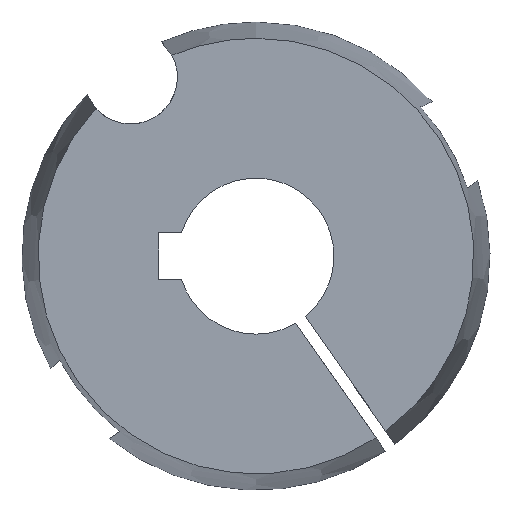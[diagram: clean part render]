
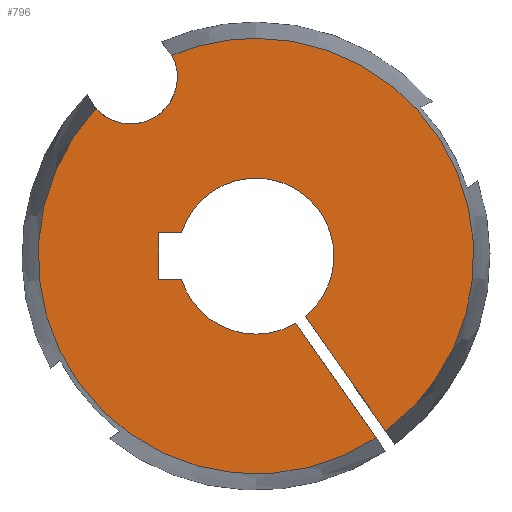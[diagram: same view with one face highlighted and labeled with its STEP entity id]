
A CAD part, left-side view. The second image highlights one B-rep face of the part: STEP entity #796.
In plain terms, the highlighted planar face has unit normal (-1, 0, 0).
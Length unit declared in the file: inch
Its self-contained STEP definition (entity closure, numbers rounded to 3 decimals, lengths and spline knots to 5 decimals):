
#3 = EDGE_CURVE ( 'NONE', #65, #187, #510, .T. ) ;
#7 = AXIS2_PLACEMENT_3D ( 'NONE', #466, #437, #32 ) ;
#11 = ORIENTED_EDGE ( 'NONE', *, *, #764, .T. ) ;
#14 = CARTESIAN_POINT ( 'NONE',  ( -1., 0.29811, 0.09375 ) ) ;
#15 = VERTEX_POINT ( 'NONE', #14 ) ;
#19 = CARTESIAN_POINT ( 'NONE',  ( -1., 0.29811, -0.09375 ) ) ;
#29 = DIRECTION ( 'NONE',  ( 0., 0., -1. ) ) ;
#32 = DIRECTION ( 'NONE',  ( 0., 0., 1. ) ) ;
#44 = CARTESIAN_POINT ( 'NONE',  ( -1., 0.26537, -0.09375 ) ) ;
#54 = VERTEX_POINT ( 'NONE', #154 ) ;
#65 = VERTEX_POINT ( 'NONE', #718 ) ;
#76 = EDGE_CURVE ( 'NONE', #642, #479, #206, .T. ) ;
#80 = FACE_OUTER_BOUND ( 'NONE', #509, .T. ) ;
#85 = DIRECTION ( 'NONE',  ( 0., 0., -1. ) ) ;
#87 = EDGE_CURVE ( 'NONE', #181, #267, #362, .T. ) ;
#90 = CARTESIAN_POINT ( 'NONE',  ( -1., 0., 0. ) ) ;
#94 = PLANE ( 'NONE',  #539 ) ;
#97 = ORIENTED_EDGE ( 'NONE', *, *, #545, .T. ) ;
#100 = CARTESIAN_POINT ( 'NONE',  ( -1., 0., 0. ) ) ;
#119 = ORIENTED_EDGE ( 'NONE', *, *, #589, .T. ) ;
#120 = ORIENTED_EDGE ( 'NONE', *, *, #641, .T. ) ;
#129 = AXIS2_PLACEMENT_3D ( 'NONE', #836, #436, #29 ) ;
#144 = CIRCLE ( 'NONE', #228, 0.3125 ) ;
#154 = CARTESIAN_POINT ( 'NONE',  ( -1., -0.19794, -0.24182 ) ) ;
#157 = DIRECTION ( 'NONE',  ( 0., 0., -1. ) ) ;
#181 = VERTEX_POINT ( 'NONE', #248 ) ;
#187 = VERTEX_POINT ( 'NONE', #562 ) ;
#199 = ORIENTED_EDGE ( 'NONE', *, *, #734, .T. ) ;
#206 = CIRCLE ( 'NONE', #415, 0.87247 ) ;
#207 = VERTEX_POINT ( 'NONE', #19 ) ;
#213 = CIRCLE ( 'NONE', #129, 0.3125 ) ;
#215 = DIRECTION ( 'NONE',  ( -1., 0., 0. ) ) ;
#224 = CIRCLE ( 'NONE', #369, 0.1875 ) ;
#228 = AXIS2_PLACEMENT_3D ( 'NONE', #90, #551, #157 ) ;
#238 = CARTESIAN_POINT ( 'NONE',  ( -1., 0.50188, 0.71676 ) ) ;
#248 = CARTESIAN_POINT ( 'NONE',  ( -1., 0., 0.87247 ) ) ;
#250 = ORIENTED_EDGE ( 'NONE', *, *, #595, .T. ) ;
#261 = ORIENTED_EDGE ( 'NONE', *, *, #87, .T. ) ;
#267 = VERTEX_POINT ( 'NONE', #596 ) ;
#269 = ORIENTED_EDGE ( 'NONE', *, *, #462, .T. ) ;
#285 = CARTESIAN_POINT ( 'NONE',  ( -1., -0.15954, -0.26871 ) ) ;
#311 = CARTESIAN_POINT ( 'NONE',  ( -1., 0.50188, 0.71676 ) ) ;
#313 = DIRECTION ( 'NONE',  ( 0., 0., 1. ) ) ;
#328 = CARTESIAN_POINT ( 'NONE',  ( -1., 0.26537, 0.09375 ) ) ;
#334 = CARTESIAN_POINT ( 'NONE',  ( -1., 0., 0. ) ) ;
#340 = VECTOR ( 'NONE', #843, 39.37008 ) ;
#351 = VERTEX_POINT ( 'NONE', #285 ) ;
#361 = LINE ( 'NONE', #44, #340 ) ;
#362 = CIRCLE ( 'NONE', #452, 0.87247 ) ;
#366 = ORIENTED_EDGE ( 'NONE', *, *, #832, .T. ) ;
#369 = AXIS2_PLACEMENT_3D ( 'NONE', #311, #756, #377 ) ;
#377 = DIRECTION ( 'NONE',  ( 0., 0., -1. ) ) ;
#379 = ORIENTED_EDGE ( 'NONE', *, *, #779, .T. ) ;
#393 = VERTEX_POINT ( 'NONE', #867 ) ;
#396 = EDGE_CURVE ( 'NONE', #393, #181, #400, .T. ) ;
#399 = VECTOR ( 'NONE', #499, 39.37008 ) ;
#400 = CIRCLE ( 'NONE', #7, 0.87247 ) ;
#403 = ORIENTED_EDGE ( 'NONE', *, *, #76, .T. ) ;
#415 = AXIS2_PLACEMENT_3D ( 'NONE', #334, #782, #826 ) ;
#421 = LINE ( 'NONE', #328, #443 ) ;
#436 = DIRECTION ( 'NONE',  ( 1., 0., 0. ) ) ;
#437 = DIRECTION ( 'NONE',  ( -1., 0., 0. ) ) ;
#443 = VECTOR ( 'NONE', #775, 39.37008 ) ;
#445 = LINE ( 'NONE', #635, #399 ) ;
#452 = AXIS2_PLACEMENT_3D ( 'NONE', #599, #215, #668 ) ;
#458 = AXIS2_PLACEMENT_3D ( 'NONE', #238, #691, #773 ) ;
#462 = EDGE_CURVE ( 'NONE', #54, #393, #771, .T. ) ;
#466 = CARTESIAN_POINT ( 'NONE',  ( -1., 0., 0. ) ) ;
#477 = CARTESIAN_POINT ( 'NONE',  ( -1., 0.39037, 0.09375 ) ) ;
#478 = ORIENTED_EDGE ( 'NONE', *, *, #396, .T. ) ;
#479 = VERTEX_POINT ( 'NONE', #680 ) ;
#498 = AXIS2_PLACEMENT_3D ( 'NONE', #100, #561, #85 ) ;
#499 = DIRECTION ( 'NONE',  ( 0., 0.574, 0.819 ) ) ;
#505 = CARTESIAN_POINT ( 'NONE',  ( -1., 0.03703, 0.09375 ) ) ;
#509 = EDGE_LOOP ( 'NONE', ( #97, #379, #403, #250, #366, #11, #120, #835, #119, #199, #269, #478, #261 ) ) ;
#510 = LINE ( 'NONE', #477, #516 ) ;
#516 = VECTOR ( 'NONE', #548, 39.37008 ) ;
#539 = AXIS2_PLACEMENT_3D ( 'NONE', #620, #693, #313 ) ;
#545 = EDGE_CURVE ( 'NONE', #267, #717, #603, .T. ) ;
#548 = DIRECTION ( 'NONE',  ( 0., 0., -1. ) ) ;
#551 = DIRECTION ( 'NONE',  ( 1., 0., 0. ) ) ;
#561 = DIRECTION ( 'NONE',  ( 1., 0., 0. ) ) ;
#562 = CARTESIAN_POINT ( 'NONE',  ( -1., 0.39037, -0.09375 ) ) ;
#589 = EDGE_CURVE ( 'NONE', #65, #15, #421, .T. ) ;
#595 = EDGE_CURVE ( 'NONE', #479, #351, #445, .T. ) ;
#596 = CARTESIAN_POINT ( 'NONE',  ( -1., 0.33644, 0.80499 ) ) ;
#599 = CARTESIAN_POINT ( 'NONE',  ( -1., 0., 0. ) ) ;
#603 = CIRCLE ( 'NONE', #458, 0.1875 ) ;
#611 = DIRECTION ( 'NONE',  ( 0., -0.574, -0.819 ) ) ;
#620 = CARTESIAN_POINT ( 'NONE',  ( -1., 0., 0. ) ) ;
#635 = CARTESIAN_POINT ( 'NONE',  ( -1., -0.51836, -0.78116 ) ) ;
#641 = EDGE_CURVE ( 'NONE', #207, #187, #361, .T. ) ;
#642 = VERTEX_POINT ( 'NONE', #712 ) ;
#667 = VERTEX_POINT ( 'NONE', #780 ) ;
#668 = DIRECTION ( 'NONE',  ( 0., 0., 1. ) ) ;
#680 = CARTESIAN_POINT ( 'NONE',  ( -1., -0.48105, -0.72787 ) ) ;
#691 = DIRECTION ( 'NONE',  ( 1., 0., 0. ) ) ;
#692 = CARTESIAN_POINT ( 'NONE',  ( -1., 0.50188, 0.52926 ) ) ;
#693 = DIRECTION ( 'NONE',  ( -1., 0., 0. ) ) ;
#712 = CARTESIAN_POINT ( 'NONE',  ( -1., 0.64138, 0.59147 ) ) ;
#717 = VERTEX_POINT ( 'NONE', #692 ) ;
#718 = CARTESIAN_POINT ( 'NONE',  ( -1., 0.39037, 0.09375 ) ) ;
#734 = EDGE_CURVE ( 'NONE', #15, #54, #213, .T. ) ;
#747 = VECTOR ( 'NONE', #611, 39.37008 ) ;
#756 = DIRECTION ( 'NONE',  ( 1., 0., 0. ) ) ;
#764 = EDGE_CURVE ( 'NONE', #667, #207, #144, .T. ) ;
#771 = LINE ( 'NONE', #505, #747 ) ;
#773 = DIRECTION ( 'NONE',  ( 0., 0., -1. ) ) ;
#775 = DIRECTION ( 'NONE',  ( 0., -1., 0. ) ) ;
#779 = EDGE_CURVE ( 'NONE', #717, #642, #224, .T. ) ;
#780 = CARTESIAN_POINT ( 'NONE',  ( -1., 0., -0.3125 ) ) ;
#782 = DIRECTION ( 'NONE',  ( -1., 0., 0. ) ) ;
#794 = CIRCLE ( 'NONE', #498, 0.3125 ) ;
#796 = ADVANCED_FACE ( 'NONE', ( #80 ), #94, .T. ) ;
#826 = DIRECTION ( 'NONE',  ( 0., 0., 1. ) ) ;
#832 = EDGE_CURVE ( 'NONE', #351, #667, #794, .T. ) ;
#835 = ORIENTED_EDGE ( 'NONE', *, *, #3, .F. ) ;
#836 = CARTESIAN_POINT ( 'NONE',  ( -1., 0., 0. ) ) ;
#843 = DIRECTION ( 'NONE',  ( 0., 1., 0. ) ) ;
#867 = CARTESIAN_POINT ( 'NONE',  ( -1., -0.51945, -0.70098 ) ) ;
